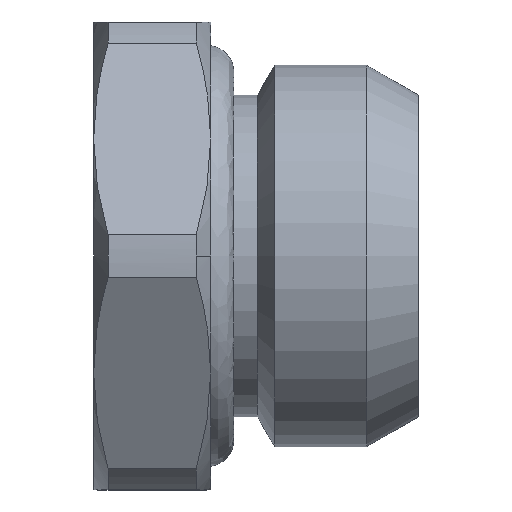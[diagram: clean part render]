
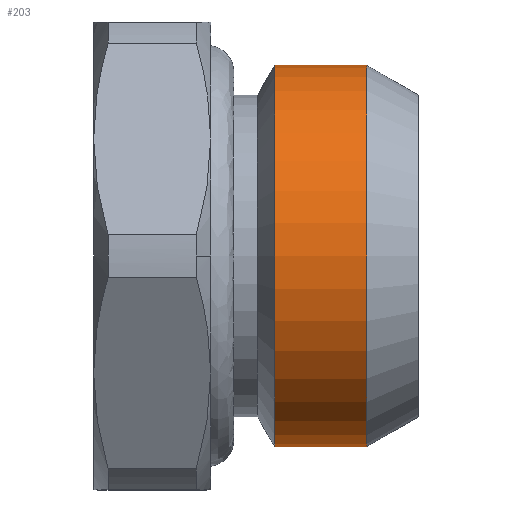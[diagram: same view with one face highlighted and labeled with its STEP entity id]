
A CAD part, left-side view. The second image highlights one B-rep face of the part: STEP entity #203.
In plain terms, the highlighted cylindrical face has radius 6.52 mm (diameter 13.04 mm), a partial arc.
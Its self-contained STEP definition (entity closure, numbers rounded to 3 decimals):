
#119 = VECTOR ( 'NONE', #408, 1000. ) ;
#149 = CIRCLE ( 'NONE', #733, 6.52 ) ;
#154 = VECTOR ( 'NONE', #846, 1000. ) ;
#199 = VERTEX_POINT ( 'NONE', #555 ) ;
#203 = ADVANCED_FACE ( 'NONE', ( #1502 ), #1185, .T. ) ;
#258 = CARTESIAN_POINT ( 'NONE',  ( 0., 1.767, 0. ) ) ;
#331 = ORIENTED_EDGE ( 'NONE', *, *, #722, .T. ) ;
#344 = LINE ( 'NONE', #1693, #154 ) ;
#400 = CARTESIAN_POINT ( 'NONE',  ( 0., 4.911, 0. ) ) ;
#408 = DIRECTION ( 'NONE',  ( 0., -1., 0. ) ) ;
#425 = EDGE_CURVE ( 'NONE', #1559, #1921, #344, .T. ) ;
#469 = DIRECTION ( 'NONE',  ( 0., -1., 0. ) ) ;
#492 = AXIS2_PLACEMENT_3D ( 'NONE', #988, #1948, #807 ) ;
#546 = EDGE_LOOP ( 'NONE', ( #1362, #331, #1179, #1648 ) ) ;
#555 = CARTESIAN_POINT ( 'NONE',  ( 0., 4.911, 6.52 ) ) ;
#637 = DIRECTION ( 'NONE',  ( 0., 0., -1. ) ) ;
#722 = EDGE_CURVE ( 'NONE', #199, #1559, #149, .T. ) ;
#733 = AXIS2_PLACEMENT_3D ( 'NONE', #400, #469, #637 ) ;
#806 = CARTESIAN_POINT ( 'NONE',  ( 0., 1.767, -6.52 ) ) ;
#807 = DIRECTION ( 'NONE',  ( 0., 0., -1. ) ) ;
#828 = VERTEX_POINT ( 'NONE', #1788 ) ;
#846 = DIRECTION ( 'NONE',  ( 0., -1., 0. ) ) ;
#988 = CARTESIAN_POINT ( 'NONE',  ( 0., 0., 0. ) ) ;
#1179 = ORIENTED_EDGE ( 'NONE', *, *, #425, .T. ) ;
#1185 = CYLINDRICAL_SURFACE ( 'NONE', #492, 6.52 ) ;
#1311 = AXIS2_PLACEMENT_3D ( 'NONE', #258, #1903, #2081 ) ;
#1362 = ORIENTED_EDGE ( 'NONE', *, *, #1744, .F. ) ;
#1399 = CARTESIAN_POINT ( 'NONE',  ( 0., 0., 6.52 ) ) ;
#1502 = FACE_OUTER_BOUND ( 'NONE', #546, .T. ) ;
#1527 = CARTESIAN_POINT ( 'NONE',  ( 0., 4.911, -6.52 ) ) ;
#1559 = VERTEX_POINT ( 'NONE', #1527 ) ;
#1648 = ORIENTED_EDGE ( 'NONE', *, *, #1882, .F. ) ;
#1693 = CARTESIAN_POINT ( 'NONE',  ( 0., 0., -6.52 ) ) ;
#1695 = CIRCLE ( 'NONE', #1311, 6.52 ) ;
#1744 = EDGE_CURVE ( 'NONE', #199, #828, #1983, .T. ) ;
#1788 = CARTESIAN_POINT ( 'NONE',  ( 0., 1.767, 6.52 ) ) ;
#1882 = EDGE_CURVE ( 'NONE', #828, #1921, #1695, .T. ) ;
#1903 = DIRECTION ( 'NONE',  ( 0., -1., 0. ) ) ;
#1921 = VERTEX_POINT ( 'NONE', #806 ) ;
#1948 = DIRECTION ( 'NONE',  ( 0., -1., 0. ) ) ;
#1983 = LINE ( 'NONE', #1399, #119 ) ;
#2081 = DIRECTION ( 'NONE',  ( 0., 0., 1. ) ) ;
